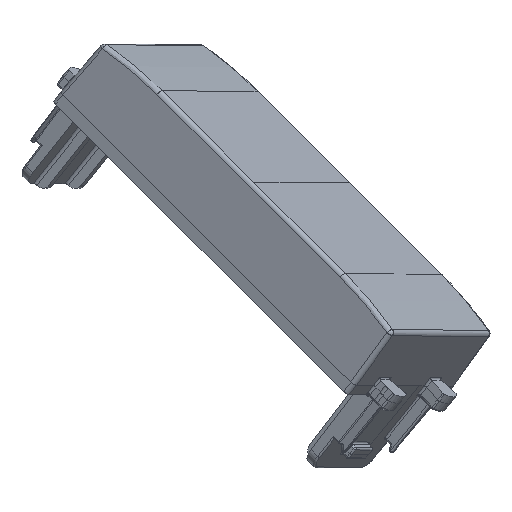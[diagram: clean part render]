
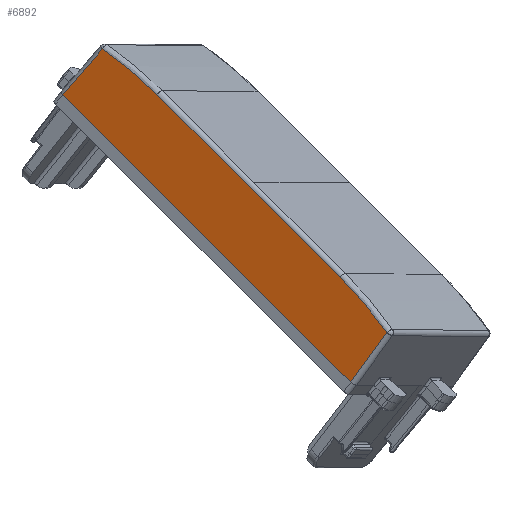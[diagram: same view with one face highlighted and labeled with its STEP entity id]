
A CAD part, isometric view. The second image highlights one B-rep face of the part: STEP entity #6892.
In plain terms, the highlighted face is planar.
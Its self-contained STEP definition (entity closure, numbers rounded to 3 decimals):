
#3131=CARTESIAN_POINT('Vertex',(-21.95,-11.175,1.275)) ;
#4358=CARTESIAN_POINT('Line Origine',(-21.78,-11.141,5.16)) ;
#4362=CARTESIAN_POINT('Vertex',(-21.669,-11.119,7.708)) ;
#4670=CARTESIAN_POINT('Vertex',(21.95,-11.175,1.275)) ;
#4673=CARTESIAN_POINT('Line Origine',(0.,-11.175,1.275)) ;
#6852=CARTESIAN_POINT('Axis2P3D Location',(0.,-11.175,1.275)) ;
#6858=CARTESIAN_POINT('Control Point',(21.669,-11.119,7.708)) ;
#6859=CARTESIAN_POINT('Control Point',(21.95,-11.175,1.275)) ;
#6860=CARTESIAN_POINT('Vertex',(21.669,-11.119,7.708)) ;
#6864=CARTESIAN_POINT('Control Point',(21.669,-11.119,7.708)) ;
#6865=CARTESIAN_POINT('Control Point',(19.128,-11.115,8.155)) ;
#6866=CARTESIAN_POINT('Control Point',(16.549,-11.113,8.379)) ;
#6867=CARTESIAN_POINT('Control Point',(13.969,-11.113,8.379)) ;
#6868=CARTESIAN_POINT('Vertex',(13.969,-11.113,8.379)) ;
#6871=CARTESIAN_POINT('Line Origine',(0.,-11.113,8.379)) ;
#6875=CARTESIAN_POINT('Vertex',(-13.969,-11.113,8.379)) ;
#6879=CARTESIAN_POINT('Control Point',(-13.969,-11.113,8.379)) ;
#6880=CARTESIAN_POINT('Control Point',(-16.549,-11.113,8.379)) ;
#6881=CARTESIAN_POINT('Control Point',(-19.128,-11.115,8.155)) ;
#6882=CARTESIAN_POINT('Control Point',(-21.669,-11.119,7.708)) ;
#4359=DIRECTION('Vector Direction',(0.044,0.009,0.999)) ;
#4674=DIRECTION('Vector Direction',(-1.,0.,0.)) ;
#6853=DIRECTION('Axis2P3D Direction',(0.,-1.,0.009)) ;
#6854=DIRECTION('Axis2P3D XDirection',(-1.,0.,0.)) ;
#6872=DIRECTION('Vector Direction',(-1.,0.,0.)) ;
#6855=AXIS2_PLACEMENT_3D('Plane Axis2P3D',#6852,#6853,#6854) ;
#6885=ORIENTED_EDGE('',*,*,#4677,.F.) ;
#6886=ORIENTED_EDGE('',*,*,#6862,.F.) ;
#6887=ORIENTED_EDGE('',*,*,#6870,.F.) ;
#6888=ORIENTED_EDGE('',*,*,#6877,.F.) ;
#6889=ORIENTED_EDGE('',*,*,#6883,.F.) ;
#6890=ORIENTED_EDGE('',*,*,#4364,.F.) ;
#4360=VECTOR('Line Direction',#4359,1.) ;
#4675=VECTOR('Line Direction',#4674,1.) ;
#6873=VECTOR('Line Direction',#6872,1.) ;
#6892=ADVANCED_FACE('PartBody',(#6891),#6856,.T.) ;
#6857=B_SPLINE_CURVE_WITH_KNOTS('',1,(#6858,#6859),.UNSPECIFIED.,.F.,.U.,(2,2),(-2.551,3.889),.UNSPECIFIED.) ;
#6863=B_SPLINE_CURVE_WITH_KNOTS('',3,(#6864,#6865,#6866,#6867),.UNSPECIFIED.,.F.,.U.,(4,4),(14.094,25.099),.UNSPECIFIED.) ;
#6878=B_SPLINE_CURVE_WITH_KNOTS('',3,(#6879,#6880,#6881,#6882),.UNSPECIFIED.,.F.,.U.,(4,4),(40.15,51.156),.UNSPECIFIED.) ;
#4364=EDGE_CURVE('',#3132,#4363,#4361,.T.) ;
#4677=EDGE_CURVE('',#4671,#3132,#4676,.T.) ;
#6862=EDGE_CURVE('',#6861,#4671,#6857,.T.) ;
#6870=EDGE_CURVE('',#6869,#6861,#6863,.F.) ;
#6877=EDGE_CURVE('',#6876,#6869,#6874,.F.) ;
#6883=EDGE_CURVE('',#4363,#6876,#6878,.F.) ;
#6884=EDGE_LOOP('',(#6885,#6886,#6887,#6888,#6889,#6890)) ;
#6891=FACE_OUTER_BOUND('',#6884,.T.) ;
#4361=LINE('Line',#4358,#4360) ;
#4676=LINE('Line',#4673,#4675) ;
#6874=LINE('Line',#6871,#6873) ;
#6856=PLANE('',#6855) ;
#3132=VERTEX_POINT('',#3131) ;
#4363=VERTEX_POINT('',#4362) ;
#4671=VERTEX_POINT('',#4670) ;
#6861=VERTEX_POINT('',#6860) ;
#6869=VERTEX_POINT('',#6868) ;
#6876=VERTEX_POINT('',#6875) ;
